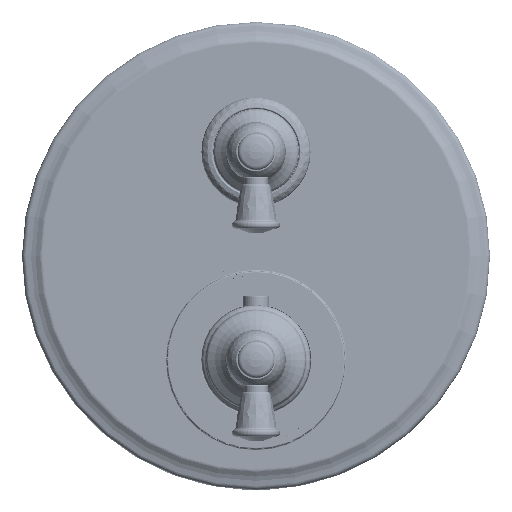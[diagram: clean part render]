
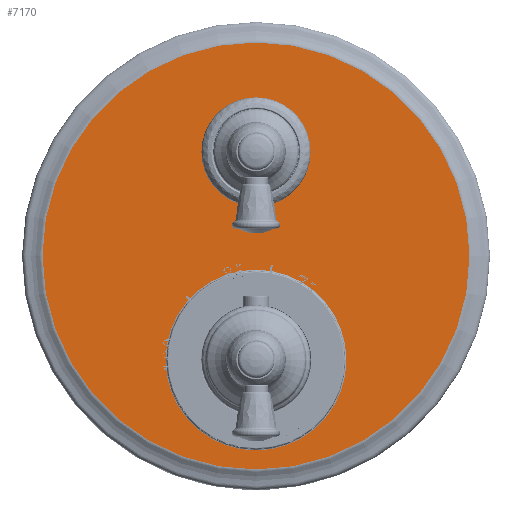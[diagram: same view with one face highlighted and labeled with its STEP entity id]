
A CAD part, top view. The second image highlights one B-rep face of the part: STEP entity #7170.
In plain terms, the highlighted planar face has unit normal (0, 0, 1).
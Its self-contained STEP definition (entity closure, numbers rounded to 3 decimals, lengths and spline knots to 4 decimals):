
#121=CARTESIAN_POINT('',(0.,0.,0.348));
#122=DIRECTION('',(0.,0.,1.));
#123=DIRECTION('',(0.,1.,0.));
#124=AXIS2_PLACEMENT_3D('',#121,#122,#123);
#126=CARTESIAN_POINT('',(0.,0.,0.348));
#127=DIRECTION('',(0.,0.,-1.));
#128=DIRECTION('',(0.,1.,0.));
#129=AXIS2_PLACEMENT_3D('',#126,#127,#128);
#131=CARTESIAN_POINT('',(1.5738,0.,0.348));
#132=DIRECTION('',(0.,0.,1.));
#133=DIRECTION('',(1.,0.,0.));
#134=AXIS2_PLACEMENT_3D('',#131,#132,#133);
#136=CARTESIAN_POINT('',(1.5738,0.,0.348));
#137=DIRECTION('',(0.,0.,1.));
#138=DIRECTION('',(-1.,0.,0.));
#139=AXIS2_PLACEMENT_3D('',#136,#137,#138);
#141=CARTESIAN_POINT('',(-1.5758,0.,0.348));
#142=DIRECTION('',(0.,0.,1.));
#143=DIRECTION('',(0.,-1.,0.));
#144=AXIS2_PLACEMENT_3D('',#141,#142,#143);
#156=CARTESIAN_POINT('',(-1.5758,0.,0.348));
#157=DIRECTION('',(0.,0.,1.));
#158=DIRECTION('',(0.,1.,0.));
#159=AXIS2_PLACEMENT_3D('',#156,#157,#158);
#6200=CARTESIAN_POINT('',(0.,3.233,0.348));
#6201=VERTEX_POINT('',#6200);
#6206=CARTESIAN_POINT('',(0.,-3.233,0.348));
#6207=VERTEX_POINT('',#6206);
#6212=CARTESIAN_POINT('',(-1.5758,-1.3695,0.348));
#6213=CARTESIAN_POINT('',(-1.5758,1.3695,0.348));
#6214=VERTEX_POINT('',#6212);
#6215=VERTEX_POINT('',#6213);
#6276=CARTESIAN_POINT('',(2.1838,0.,0.348));
#6277=CARTESIAN_POINT('',(0.9638,0.,0.348));
#6278=VERTEX_POINT('',#6276);
#6279=VERTEX_POINT('',#6277);
#7149=CARTESIAN_POINT('',(0.,0.,0.348));
#7150=DIRECTION('',(0.,0.,-1.));
#7151=DIRECTION('',(0.,-1.,0.));
#7152=AXIS2_PLACEMENT_3D('',#7149,#7150,#7151);
#7153=PLANE('',#7152);
#7154=ORIENTED_EDGE('',*,*,#7142,.F.);
#7155=ORIENTED_EDGE('',*,*,#7131,.T.);
#7156=EDGE_LOOP('',(#7154,#7155));
#7157=FACE_OUTER_BOUND('',#7156,.F.);
#7159=ORIENTED_EDGE('',*,*,#7158,.T.);
#7161=ORIENTED_EDGE('',*,*,#7160,.T.);
#7162=EDGE_LOOP('',(#7159,#7161));
#7163=FACE_BOUND('',#7162,.F.);
#7165=ORIENTED_EDGE('',*,*,#7164,.T.);
#7167=ORIENTED_EDGE('',*,*,#7166,.T.);
#7168=EDGE_LOOP('',(#7165,#7167));
#7169=FACE_BOUND('',#7168,.F.);
#7170=ADVANCED_FACE('',(#7157,#7163,#7169),#7153,.F.);
#125=CIRCLE('',#124,3.233);
#130=CIRCLE('',#129,3.233);
#135=CIRCLE('',#134,0.61);
#140=CIRCLE('',#139,0.61);
#145=CIRCLE('',#144,1.3695);
#160=CIRCLE('',#159,1.3695);
#7131=EDGE_CURVE('',#6201,#6207,#130,.T.);
#7142=EDGE_CURVE('',#6201,#6207,#125,.T.);
#7158=EDGE_CURVE('',#6214,#6215,#145,.T.);
#7160=EDGE_CURVE('',#6215,#6214,#160,.T.);
#7164=EDGE_CURVE('',#6278,#6279,#135,.T.);
#7166=EDGE_CURVE('',#6279,#6278,#140,.T.);
